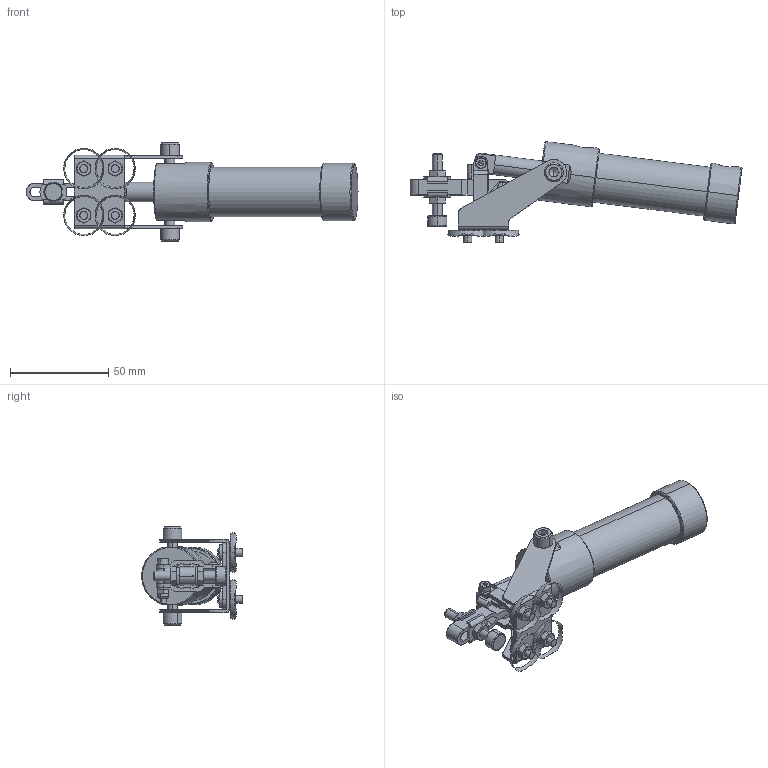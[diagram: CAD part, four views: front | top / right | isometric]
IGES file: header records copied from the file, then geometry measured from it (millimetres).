
Start section: SolidWorks IGES file using analytic representation for surfaces
Global section: file name: 4HGH-10101-A(簡化).IGS; native system: SolidWorks 2016; preprocessor: SolidWorks 2016; author: LinWei; date: 200723.091458; units: millimetre
Bounding box: 168.56 x 51.08 x 49.9 mm (x, y, z)
Surface area: 36012 mm2 (no closed solid volume)
Topology: 0 solids, 0 shells, 670 faces, 8722 edges, 8698 vertices
Faces by surface type: revolution 336, bspline 334
